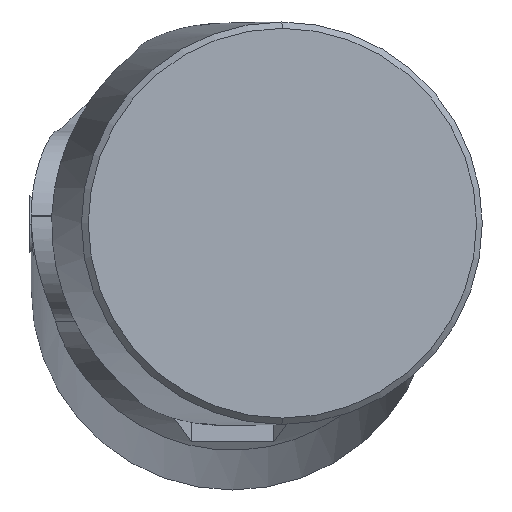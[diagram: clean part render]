
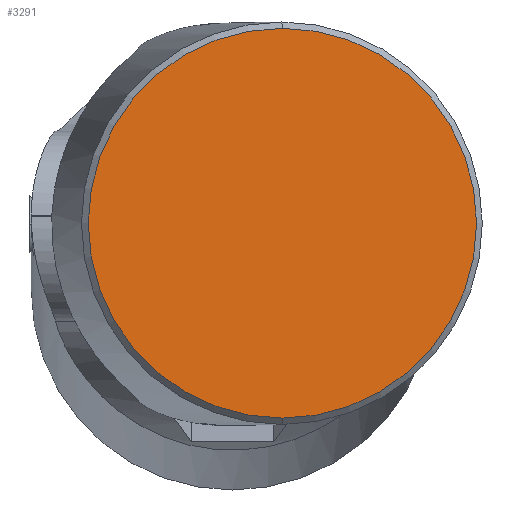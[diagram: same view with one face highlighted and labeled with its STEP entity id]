
A CAD part, top view. The second image highlights one B-rep face of the part: STEP entity #3291.
In plain terms, the highlighted face is planar.
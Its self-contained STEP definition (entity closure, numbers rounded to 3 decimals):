
#6=CARTESIAN_POINT('',(0.,0.,0.));
#7=DIRECTION('',(0.,0.,1.));
#8=DIRECTION('',(-1.,0.,0.));
#9=AXIS2_PLACEMENT_3D('',#6,#7,#8);
#11=CARTESIAN_POINT('',(0.,0.,0.));
#12=DIRECTION('',(0.,0.,1.));
#13=DIRECTION('',(1.,0.,0.));
#14=AXIS2_PLACEMENT_3D('',#11,#12,#13);
#3200=CARTESIAN_POINT('',(30.75,0.,0.));
#3201=CARTESIAN_POINT('',(-30.75,0.,0.));
#3202=VERTEX_POINT('',#3200);
#3203=VERTEX_POINT('',#3201);
#3281=CARTESIAN_POINT('',(0.,0.,0.));
#3282=DIRECTION('',(0.,0.,1.));
#3283=DIRECTION('',(1.,0.,0.));
#3284=AXIS2_PLACEMENT_3D('',#3281,#3282,#3283);
#3285=PLANE('',#3284);
#3287=ORIENTED_EDGE('',*,*,#3286,.T.);
#3288=ORIENTED_EDGE('',*,*,#3270,.T.);
#3289=EDGE_LOOP('',(#3287,#3288));
#3290=FACE_OUTER_BOUND('',#3289,.F.);
#3291=ADVANCED_FACE('',(#3290),#3285,.F.);
#10=CIRCLE('',#9,30.75);
#15=CIRCLE('',#14,30.75);
#3270=EDGE_CURVE('',#3202,#3203,#15,.T.);
#3286=EDGE_CURVE('',#3203,#3202,#10,.T.);
